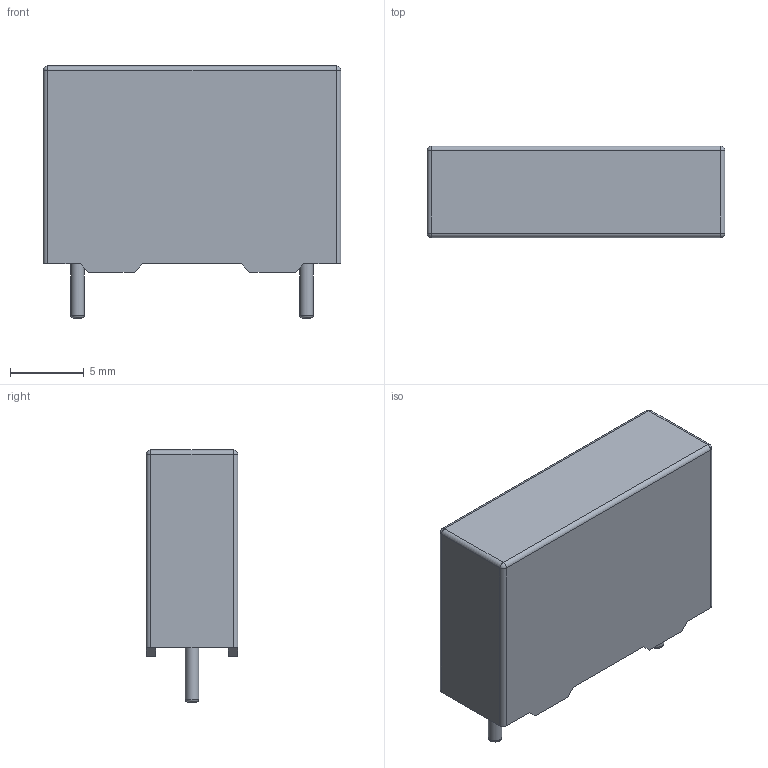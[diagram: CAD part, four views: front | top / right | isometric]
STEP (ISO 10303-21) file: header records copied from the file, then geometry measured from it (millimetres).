
FILE_DESCRIPTION(('STEP AP242'), '1');
FILE_NAME('EPCOS_B32921', '', ('UNSPECIFIED'), ('UNSPECIFIED'), 'ASCON STEP Converter 1.6', 'ASCON Math Kernel', '');
FILE_SCHEMA(('AP242_MANAGED_MODEL_BASED_3D_ENGINEERING_MIM_LF { 1 0 10303 442 1 1 4 }'));
Length unit declared in the file: millimetre
Bounding box: 20.15 x 6.2 x 17.06 mm (x, y, z)
Volume: 1681.4 mm3; surface area: 979.7 mm2
Topology: 1 solids, 1 shells, 40 faces, 98 edges, 58 vertices
Faces by surface type: bspline 24, cylinder 10, sphere 4, torus 2
Full cylindrical faces by diameter (mm): 0.915 x2
Entity records: 1470 total; most frequent: CARTESIAN_POINT 267, ORIENTED_EDGE 180, DIRECTION 144, EDGE_CURVE 90, LINE 68, VECTOR 68, VERTEX_POINT 58, EDGE_LOOP 46
